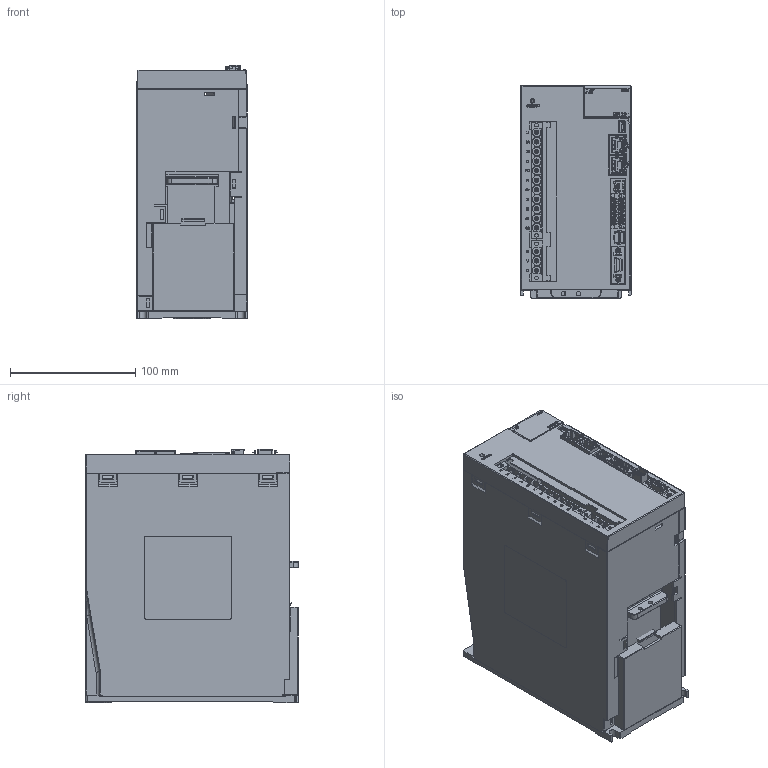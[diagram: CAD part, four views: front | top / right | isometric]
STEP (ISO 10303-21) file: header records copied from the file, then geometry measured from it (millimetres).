
FILE_DESCRIPTION (( 'STEP AP203' ), '1' );
FILE_NAME ('L7NHF_3.5KW.STEP', '2017-04-05T08:37:20', ( 'Yoo HyunAh' ), ( '' ), 'SwSTEP 2.0', 'SolidWorks 2011', '' );
FILE_SCHEMA (( 'CONFIG_CONTROL_DESIGN' ));
Products named in the file (1): L7NHF_3.5KW
Bounding box: 88.1 x 169 x 201.7 mm (x, y, z)
Volume: 327280.1 mm3; surface area: 298891.5 mm2
Topology: 31 solids, 31 shells, 6305 faces, 17488 edges, 11411 vertices
Faces by surface type: plane 4476, cylinder 942, bspline 682, cone 141, torus 52, sphere 12
Entity records: 220595 total; most frequent: CARTESIAN_POINT 65160, ORIENTED_EDGE 34858, DIRECTION 28032, EDGE_CURVE 17429, LINE 13514, VECTOR 13514, VERTEX_POINT 11411, AXIS2_PLACEMENT_3D 7259
